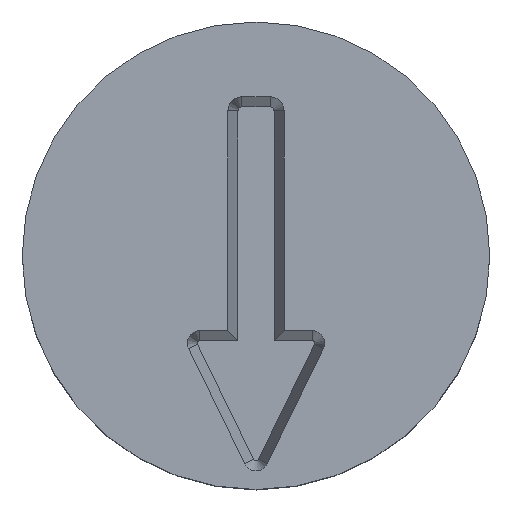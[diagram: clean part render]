
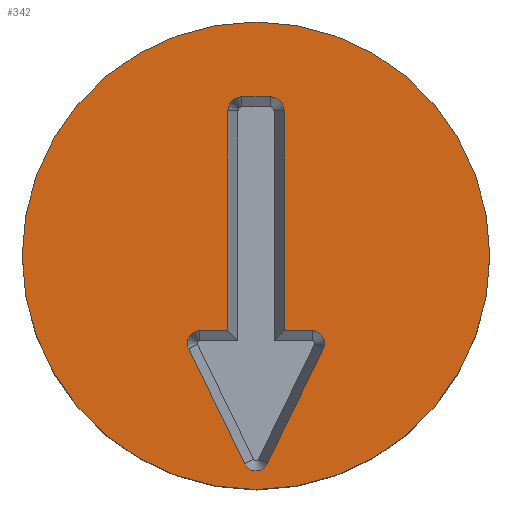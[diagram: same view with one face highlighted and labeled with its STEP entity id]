
A CAD part, top view. The second image highlights one B-rep face of the part: STEP entity #342.
In plain terms, the highlighted planar face has unit normal (0, 0, 1).
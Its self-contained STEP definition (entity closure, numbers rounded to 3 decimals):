
#16=FACE_BOUND('',#83,.T.);
#20=CIRCLE('',#370,0.135);
#22=CIRCLE('',#374,0.135);
#24=CIRCLE('',#378,0.135);
#26=CIRCLE('',#383,0.15);
#28=CIRCLE('',#387,0.15);
#34=CIRCLE('',#399,2.5);
#61=FACE_OUTER_BOUND('',#82,.T.);
#82=EDGE_LOOP('',(#299));
#83=EDGE_LOOP('',(#300,#301,#302,#303,#304,#305,#306,#307,#308,#309,#310,
#311));
#86=LINE('',#514,#116);
#89=LINE('',#520,#119);
#93=LINE('',#532,#123);
#97=LINE('',#544,#127);
#101=LINE('',#556,#131);
#104=LINE('',#562,#134);
#108=LINE('',#574,#138);
#116=VECTOR('',#408,10.);
#119=VECTOR('',#413,10.);
#123=VECTOR('',#425,10.);
#127=VECTOR('',#437,10.);
#131=VECTOR('',#449,10.);
#134=VECTOR('',#454,10.);
#138=VECTOR('',#466,10.);
#146=VERTEX_POINT('',#511);
#147=VERTEX_POINT('',#513);
#149=VERTEX_POINT('',#519);
#151=VERTEX_POINT('',#525);
#153=VERTEX_POINT('',#531);
#155=VERTEX_POINT('',#537);
#157=VERTEX_POINT('',#543);
#159=VERTEX_POINT('',#549);
#161=VERTEX_POINT('',#555);
#163=VERTEX_POINT('',#561);
#165=VERTEX_POINT('',#567);
#167=VERTEX_POINT('',#573);
#173=VERTEX_POINT('',#598);
#176=EDGE_CURVE('',#147,#146,#86,.T.);
#179=EDGE_CURVE('',#149,#147,#89,.T.);
#182=EDGE_CURVE('',#151,#149,#20,.T.);
#185=EDGE_CURVE('',#153,#151,#93,.T.);
#188=EDGE_CURVE('',#155,#153,#22,.T.);
#191=EDGE_CURVE('',#157,#155,#97,.T.);
#194=EDGE_CURVE('',#159,#157,#24,.T.);
#197=EDGE_CURVE('',#161,#159,#101,.T.);
#200=EDGE_CURVE('',#163,#161,#104,.T.);
#203=EDGE_CURVE('',#165,#163,#26,.T.);
#206=EDGE_CURVE('',#167,#165,#108,.T.);
#209=EDGE_CURVE('',#146,#167,#28,.T.);
#218=EDGE_CURVE('',#173,#173,#34,.T.);
#299=ORIENTED_EDGE('',*,*,#218,.F.);
#300=ORIENTED_EDGE('',*,*,#176,.T.);
#301=ORIENTED_EDGE('',*,*,#209,.T.);
#302=ORIENTED_EDGE('',*,*,#206,.T.);
#303=ORIENTED_EDGE('',*,*,#203,.T.);
#304=ORIENTED_EDGE('',*,*,#200,.T.);
#305=ORIENTED_EDGE('',*,*,#197,.T.);
#306=ORIENTED_EDGE('',*,*,#194,.T.);
#307=ORIENTED_EDGE('',*,*,#191,.T.);
#308=ORIENTED_EDGE('',*,*,#188,.T.);
#309=ORIENTED_EDGE('',*,*,#185,.T.);
#310=ORIENTED_EDGE('',*,*,#182,.T.);
#311=ORIENTED_EDGE('',*,*,#179,.T.);
#322=PLANE('',#401);
#342=ADVANCED_FACE('',(#61,#16),#322,.F.);
#370=AXIS2_PLACEMENT_3D('',#526,#419,#420);
#374=AXIS2_PLACEMENT_3D('',#538,#431,#432);
#378=AXIS2_PLACEMENT_3D('',#550,#443,#444);
#383=AXIS2_PLACEMENT_3D('',#568,#460,#461);
#387=AXIS2_PLACEMENT_3D('',#578,#472,#473);
#399=AXIS2_PLACEMENT_3D('',#599,#499,#500);
#401=AXIS2_PLACEMENT_3D('',#602,#504,#505);
#408=DIRECTION('',(0.,1.,0.));
#413=DIRECTION('',(1.,0.,0.));
#419=DIRECTION('center_axis',(0.,0.,-1.));
#420=DIRECTION('ref_axis',(0.,1.,0.));
#425=DIRECTION('',(-0.438,0.899,0.));
#431=DIRECTION('center_axis',(0.,0.,-1.));
#432=DIRECTION('ref_axis',(-0.899,-0.438,0.));
#437=DIRECTION('',(-0.438,-0.899,0.));
#443=DIRECTION('center_axis',(0.,0.,-1.));
#444=DIRECTION('ref_axis',(0.899,-0.438,0.));
#449=DIRECTION('',(1.,0.,0.));
#454=DIRECTION('',(0.,-1.,0.));
#460=DIRECTION('center_axis',(0.,0.,-1.));
#461=DIRECTION('ref_axis',(1.,0.,0.));
#466=DIRECTION('',(1.,0.,0.));
#472=DIRECTION('center_axis',(0.,0.,-1.));
#473=DIRECTION('ref_axis',(0.,1.,0.));
#499=DIRECTION('center_axis',(0.,0.,-1.));
#500=DIRECTION('ref_axis',(-1.,0.,0.));
#504=DIRECTION('center_axis',(0.,0.,-1.));
#505=DIRECTION('ref_axis',(-1.,0.,0.));
#511=CARTESIAN_POINT('',(-0.3,1.55,2.8));
#513=CARTESIAN_POINT('',(-0.3,-0.8,2.8));
#514=CARTESIAN_POINT('',(-0.3,0.775,2.8));
#519=CARTESIAN_POINT('',(-0.6,-0.8,2.8));
#520=CARTESIAN_POINT('',(-0.15,-0.8,2.8));
#525=CARTESIAN_POINT('',(-0.721,-0.994,2.8));
#526=CARTESIAN_POINT('Origin',(-0.6,-0.935,2.8));
#531=CARTESIAN_POINT('',(-0.121,-2.224,2.8));
#532=CARTESIAN_POINT('',(-0.848,-0.735,2.8));
#537=CARTESIAN_POINT('',(0.121,-2.224,2.8));
#538=CARTESIAN_POINT('Origin',(0.,-2.165,2.8));
#543=CARTESIAN_POINT('',(0.721,-0.994,2.8));
#544=CARTESIAN_POINT('',(0.548,-1.35,2.8));
#549=CARTESIAN_POINT('',(0.6,-0.8,2.8));
#550=CARTESIAN_POINT('Origin',(0.6,-0.935,2.8));
#555=CARTESIAN_POINT('',(0.3,-0.8,2.8));
#556=CARTESIAN_POINT('',(0.3,-0.8,2.8));
#561=CARTESIAN_POINT('',(0.3,1.55,2.8));
#562=CARTESIAN_POINT('',(0.3,-0.4,2.8));
#567=CARTESIAN_POINT('',(0.15,1.7,2.8));
#568=CARTESIAN_POINT('Origin',(0.15,1.55,2.8));
#573=CARTESIAN_POINT('',(-0.15,1.7,2.8));
#574=CARTESIAN_POINT('',(0.075,1.7,2.8));
#578=CARTESIAN_POINT('Origin',(-0.15,1.55,2.8));
#598=CARTESIAN_POINT('',(2.5,0.,2.8));
#599=CARTESIAN_POINT('Origin',(0.,0.,2.8));
#602=CARTESIAN_POINT('Origin',(0.,0.,2.8));
